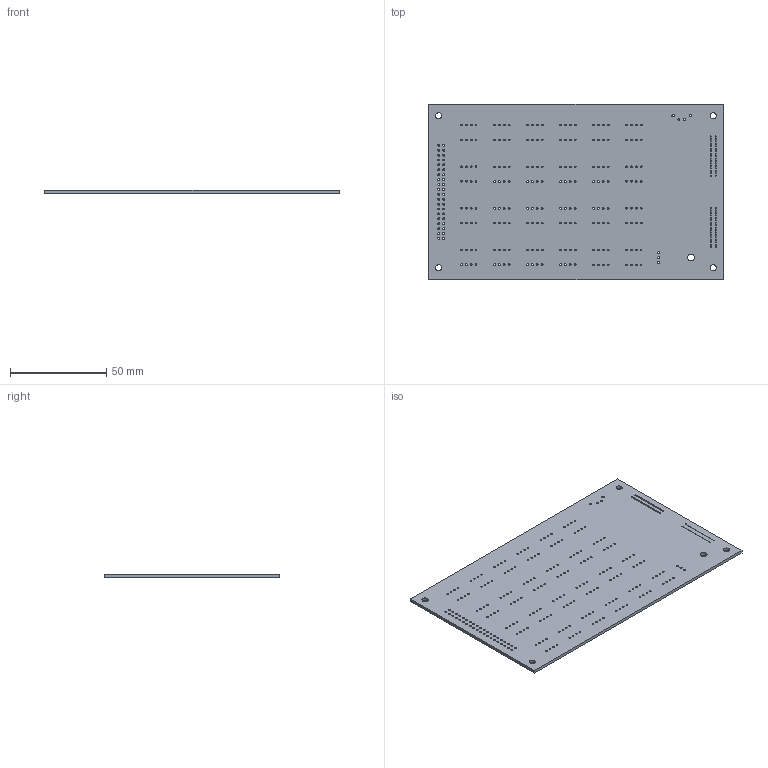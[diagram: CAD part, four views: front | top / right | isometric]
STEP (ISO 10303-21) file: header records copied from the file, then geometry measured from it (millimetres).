
FILE_DESCRIPTION(('KiCad electronic assembly'),'2;1');
FILE_NAME('DCT_Opamp_heater_board.step','2023-04-06T16:24:31',('Pcbnew') ,('Kicad'),'Open CASCADE STEP processor 7.5','KiCad to STEP converter' ,'Unknown');
FILE_SCHEMA(('AUTOMOTIVE_DESIGN { 1 0 10303 214 1 1 1 1 }'));
Length unit declared in the file: millimetre
Products named in the file (2): DCT_Opamp_heater_board 1; DCT_Opamp_heater_board PCB
Assembly tree (1 placements, depth 2):
  DCT_Opamp_heater_board 1
    DCT_Opamp_heater_board PCB
Bounding box: 152.4 x 90.9 x 1.6 mm (x, y, z)
Volume: 21855.5 mm3; surface area: 29384 mm2
Topology: 1 solids, 1 shells, 318 faces, 948 edges, 632 vertices
Faces by surface type: cylinder 312, plane 6
Full cylindrical faces by diameter (mm): 0.56 x68, 0.8 x192, 1 x40, 1.02 x2, 1.1 x3, 1.27 x2, 3.2 x4, 3.5 x1
Entity records: 24695 total; most frequent: DIRECTION 4108, CARTESIAN_POINT 3796, ORIENTED_EDGE 1896, PCURVE 1896, DEFINITIONAL_REPRESENTATION 1896, LINE 1596, VECTOR 1596, CIRCLE 1248
